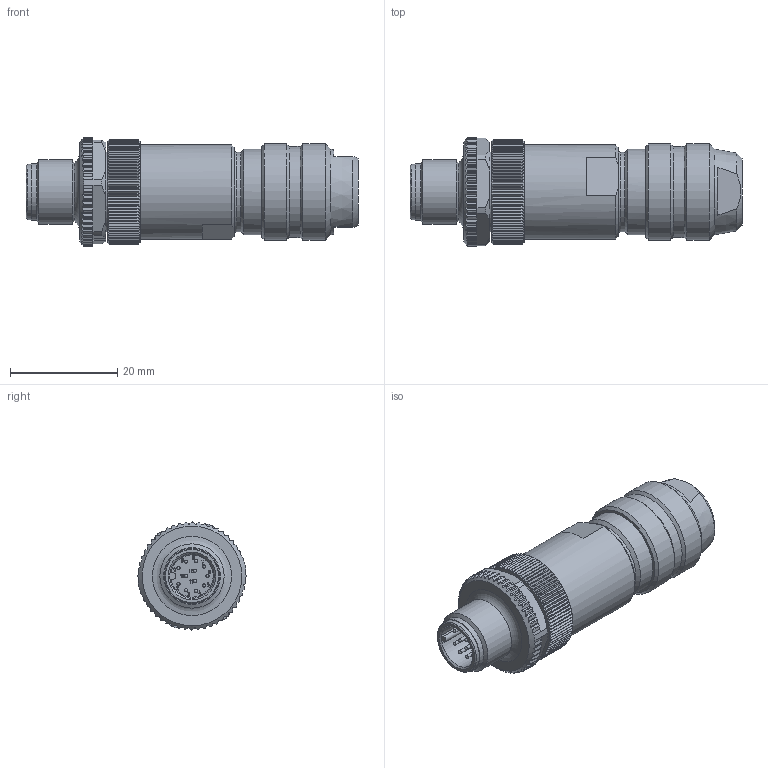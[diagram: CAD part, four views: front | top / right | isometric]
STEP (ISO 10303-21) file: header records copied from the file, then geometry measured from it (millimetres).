
FILE_DESCRIPTION(/* description */ (''),/* implementation_level */ '2;1');
FILE_NAME(/* name */ '99_1491_XXX_12_001_01.stp',/* time_stamp */ '2015-04-29T10:11:59+02:00',/* author */ (''),/* organization */ (''),/* preprocessor_version */ 'ST-DEVELOPER v14',/* originating_system */ 'SIEMENS PLM Software NX 8.0',/* authorisation */ '');
FILE_SCHEMA (('AUTOMOTIVE_DESIGN { 1 0 10303 214 3 1 1 1 }'));
Length unit declared in the file: millimetre
Products named in the file (1): cerl0B80D1D0k1qa
Bounding box: 62 x 20.2 x 20.2 mm (x, y, z)
Volume: 13186.9 mm3; surface area: 4661.4 mm2
Topology: 1 solids, 2 shells, 1101 faces, 2805 edges, 1724 vertices
Faces by surface type: plane 441, cylinder 225, cone 216, extrusion 204, sphere 12, torus 2, bspline 1
Full cylindrical faces by diameter (mm): 0.6 x12, 10.3 x1, 10.6 x1, 12 x1, 14.8 x1, 15 x1, 16 x1, 17 x1, 17.7 x1, 18 x2
Entity records: 34878 total; most frequent: CARTESIAN_POINT 10512, ORIENTED_EDGE 5412, DIRECTION 4267, EDGE_CURVE 2706, VERTEX_POINT 1688, AXIS2_PLACEMENT_3D 1477, VECTOR 1313, B_SPLINE_CURVE_WITH_KNOTS 1220
